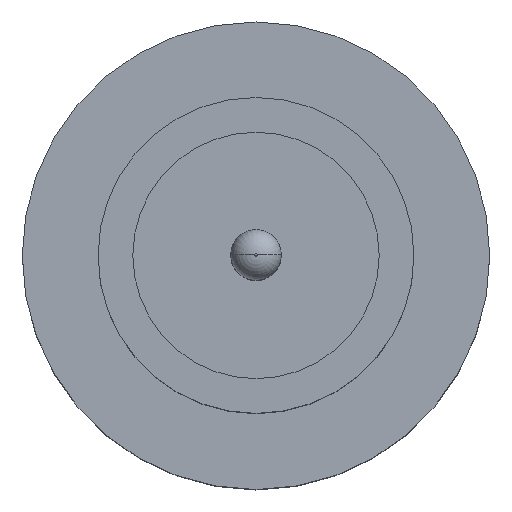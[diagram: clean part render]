
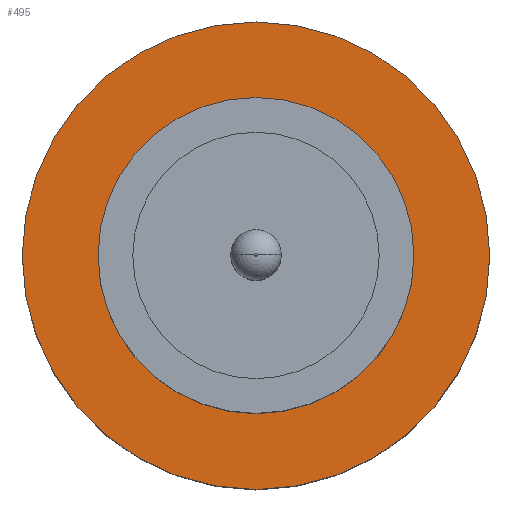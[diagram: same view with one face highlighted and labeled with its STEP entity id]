
A CAD part, top view. The second image highlights one B-rep face of the part: STEP entity #495.
In plain terms, the highlighted planar face has unit normal (0, 0, 1).
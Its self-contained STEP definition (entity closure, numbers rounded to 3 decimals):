
#2 = CIRCLE ( 'NONE', #726, 1.85 ) ;
#15 = AXIS2_PLACEMENT_3D ( 'NONE', #868, #169, #865 ) ;
#29 = VERTEX_POINT ( 'NONE', #282 ) ;
#35 = FACE_OUTER_BOUND ( 'NONE', #697, .T. ) ;
#83 = PLANE ( 'NONE',  #196 ) ;
#169 = DIRECTION ( 'NONE',  ( 0., 0., 1. ) ) ;
#183 = CARTESIAN_POINT ( 'NONE',  ( -1.25, 0., 1.55 ) ) ;
#196 = AXIS2_PLACEMENT_3D ( 'NONE', #787, #517, #304 ) ;
#197 = EDGE_CURVE ( 'NONE', #451, #29, #575, .T. ) ;
#224 = DIRECTION ( 'NONE',  ( 1., 0., 0. ) ) ;
#233 = EDGE_LOOP ( 'NONE', ( #536, #313 ) ) ;
#238 = EDGE_CURVE ( 'NONE', #29, #451, #2, .T. ) ;
#277 = DIRECTION ( 'NONE',  ( 0., 0., 1. ) ) ;
#279 = CARTESIAN_POINT ( 'NONE',  ( 1.85, 0., 1.55 ) ) ;
#282 = CARTESIAN_POINT ( 'NONE',  ( -1.85, 0., 1.55 ) ) ;
#294 = EDGE_CURVE ( 'NONE', #804, #295, #606, .T. ) ;
#295 = VERTEX_POINT ( 'NONE', #438 ) ;
#304 = DIRECTION ( 'NONE',  ( 1., 0., 0. ) ) ;
#313 = ORIENTED_EDGE ( 'NONE', *, *, #294, .F. ) ;
#365 = DIRECTION ( 'NONE',  ( 1., 0., 0. ) ) ;
#438 = CARTESIAN_POINT ( 'NONE',  ( 1.25, 0., 1.55 ) ) ;
#451 = VERTEX_POINT ( 'NONE', #279 ) ;
#485 = AXIS2_PLACEMENT_3D ( 'NONE', #711, #605, #365 ) ;
#488 = EDGE_CURVE ( 'NONE', #295, #804, #552, .T. ) ;
#495 = ADVANCED_FACE ( 'NONE', ( #634, #35 ), #83, .T. ) ;
#517 = DIRECTION ( 'NONE',  ( 0., 0., 1. ) ) ;
#536 = ORIENTED_EDGE ( 'NONE', *, *, #488, .F. ) ;
#552 = CIRCLE ( 'NONE', #604, 1.25 ) ;
#559 = CARTESIAN_POINT ( 'NONE',  ( 0., 0., 1.55 ) ) ;
#563 = DIRECTION ( 'NONE',  ( 1., 0., 0. ) ) ;
#575 = CIRCLE ( 'NONE', #15, 1.85 ) ;
#604 = AXIS2_PLACEMENT_3D ( 'NONE', #849, #657, #224 ) ;
#605 = DIRECTION ( 'NONE',  ( 0., 0., 1. ) ) ;
#606 = CIRCLE ( 'NONE', #485, 1.25 ) ;
#634 = FACE_BOUND ( 'NONE', #233, .T. ) ;
#657 = DIRECTION ( 'NONE',  ( 0., 0., 1. ) ) ;
#697 = EDGE_LOOP ( 'NONE', ( #820, #863 ) ) ;
#711 = CARTESIAN_POINT ( 'NONE',  ( 0., 0., 1.55 ) ) ;
#726 = AXIS2_PLACEMENT_3D ( 'NONE', #559, #277, #563 ) ;
#787 = CARTESIAN_POINT ( 'NONE',  ( 0., 0., 1.55 ) ) ;
#804 = VERTEX_POINT ( 'NONE', #183 ) ;
#820 = ORIENTED_EDGE ( 'NONE', *, *, #238, .T. ) ;
#849 = CARTESIAN_POINT ( 'NONE',  ( 0., 0., 1.55 ) ) ;
#863 = ORIENTED_EDGE ( 'NONE', *, *, #197, .T. ) ;
#865 = DIRECTION ( 'NONE',  ( 1., 0., 0. ) ) ;
#868 = CARTESIAN_POINT ( 'NONE',  ( 0., 0., 1.55 ) ) ;
